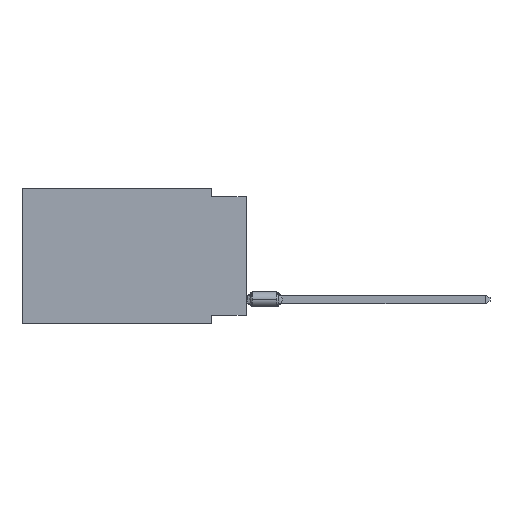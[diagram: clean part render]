
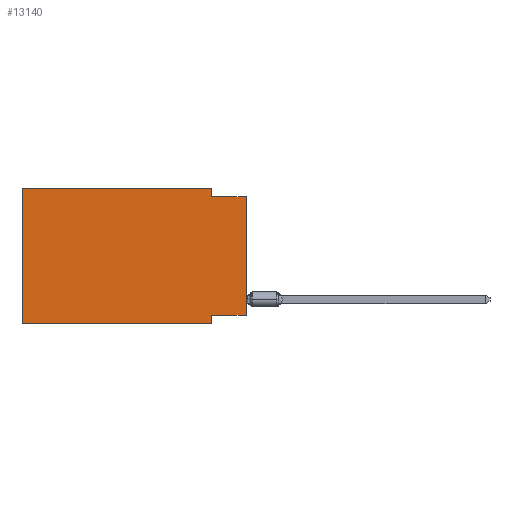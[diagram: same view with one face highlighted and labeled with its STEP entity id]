
A CAD part, left-side view. The second image highlights one B-rep face of the part: STEP entity #13140.
In plain terms, the highlighted planar face has unit normal (-1, 0, 0).
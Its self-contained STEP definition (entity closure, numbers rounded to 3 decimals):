
#95 = AXIS2_PLACEMENT_3D ( 'NONE', #20057, #778, #24147 ) ;
#432 = EDGE_CURVE ( 'NONE', #12576, #4343, #6786, .T. ) ;
#464 = ORIENTED_EDGE ( 'NONE', *, *, #432, .F. ) ;
#778 = DIRECTION ( 'NONE',  ( 1., 0., 0. ) ) ;
#898 = DIRECTION ( 'NONE',  ( 0., 1., 0. ) ) ;
#1881 = EDGE_CURVE ( 'NONE', #11469, #16582, #23618, .T. ) ;
#1981 = ORIENTED_EDGE ( 'NONE', *, *, #19317, .T. ) ;
#1996 = CARTESIAN_POINT ( 'NONE',  ( 0., 0., -0.635 ) ) ;
#2109 = CARTESIAN_POINT ( 'NONE',  ( 0., 16.383, -9.906 ) ) ;
#2351 = DIRECTION ( 'NONE',  ( 0., 0., -1. ) ) ;
#2362 = CARTESIAN_POINT ( 'NONE',  ( 0., 16.383, 0. ) ) ;
#3283 = ORIENTED_EDGE ( 'NONE', *, *, #16100, .F. ) ;
#3975 = LINE ( 'NONE', #8199, #18232 ) ;
#4343 = VERTEX_POINT ( 'NONE', #9239 ) ;
#4916 = ORIENTED_EDGE ( 'NONE', *, *, #11408, .T. ) ;
#5248 = CARTESIAN_POINT ( 'NONE',  ( 0., 0., -9.271 ) ) ;
#5932 = VECTOR ( 'NONE', #11287, 1000. ) ;
#6266 = ORIENTED_EDGE ( 'NONE', *, *, #7580, .F. ) ;
#6786 = LINE ( 'NONE', #8907, #5932 ) ;
#7580 = EDGE_CURVE ( 'NONE', #16582, #18770, #13412, .T. ) ;
#7821 = DIRECTION ( 'NONE',  ( 0., -1., 0. ) ) ;
#8199 = CARTESIAN_POINT ( 'NONE',  ( 0., 16.383, 0. ) ) ;
#8837 = DIRECTION ( 'NONE',  ( 0., 0., 1. ) ) ;
#8907 = CARTESIAN_POINT ( 'NONE',  ( 0., 2.54, -9.906 ) ) ;
#9174 = DIRECTION ( 'NONE',  ( 0., -1., 0. ) ) ;
#9239 = CARTESIAN_POINT ( 'NONE',  ( 0., 2.54, -9.906 ) ) ;
#9242 = CARTESIAN_POINT ( 'NONE',  ( 0., 2.54, 0. ) ) ;
#9861 = VECTOR ( 'NONE', #8837, 1000. ) ;
#10043 = DIRECTION ( 'NONE',  ( 0., 0., 1. ) ) ;
#10320 = VERTEX_POINT ( 'NONE', #19773 ) ;
#10376 = CARTESIAN_POINT ( 'NONE',  ( 0., 2.54, 0. ) ) ;
#10958 = CARTESIAN_POINT ( 'NONE',  ( 0., 2.54, -9.271 ) ) ;
#11184 = LINE ( 'NONE', #20190, #25736 ) ;
#11287 = DIRECTION ( 'NONE',  ( 0., 0., -1. ) ) ;
#11408 = EDGE_CURVE ( 'NONE', #17380, #18770, #23774, .T. ) ;
#11469 = VERTEX_POINT ( 'NONE', #9242 ) ;
#12576 = VERTEX_POINT ( 'NONE', #10958 ) ;
#13140 = ADVANCED_FACE ( 'NONE', ( #19657 ), #15708, .F. ) ;
#13412 = LINE ( 'NONE', #21996, #25527 ) ;
#14872 = VECTOR ( 'NONE', #2351, 1000. ) ;
#14886 = EDGE_LOOP ( 'NONE', ( #4916, #6266, #23579, #3283, #25840, #1981, #464, #15945 ) ) ;
#15108 = EDGE_CURVE ( 'NONE', #17380, #12576, #11184, .T. ) ;
#15285 = LINE ( 'NONE', #19087, #27105 ) ;
#15593 = CARTESIAN_POINT ( 'NONE',  ( 0., 0., 0. ) ) ;
#15708 = PLANE ( 'NONE',  #95 ) ;
#15945 = ORIENTED_EDGE ( 'NONE', *, *, #15108, .F. ) ;
#16100 = EDGE_CURVE ( 'NONE', #23488, #11469, #15285, .T. ) ;
#16582 = VERTEX_POINT ( 'NONE', #23711 ) ;
#17380 = VERTEX_POINT ( 'NONE', #5248 ) ;
#18232 = VECTOR ( 'NONE', #10043, 1000. ) ;
#18770 = VERTEX_POINT ( 'NONE', #1996 ) ;
#19087 = CARTESIAN_POINT ( 'NONE',  ( 0., 16.383, 0. ) ) ;
#19317 = EDGE_CURVE ( 'NONE', #10320, #4343, #19926, .T. ) ;
#19657 = FACE_OUTER_BOUND ( 'NONE', #14886, .T. ) ;
#19773 = CARTESIAN_POINT ( 'NONE',  ( 0., 16.383, -9.906 ) ) ;
#19926 = LINE ( 'NONE', #2109, #20870 ) ;
#20057 = CARTESIAN_POINT ( 'NONE',  ( 0., 16.383, 0. ) ) ;
#20190 = CARTESIAN_POINT ( 'NONE',  ( 0., 0., -9.271 ) ) ;
#20870 = VECTOR ( 'NONE', #7821, 1000. ) ;
#21339 = EDGE_CURVE ( 'NONE', #10320, #23488, #3975, .T. ) ;
#21996 = CARTESIAN_POINT ( 'NONE',  ( 0., 0., -0.635 ) ) ;
#23458 = DIRECTION ( 'NONE',  ( 0., -1., 0. ) ) ;
#23488 = VERTEX_POINT ( 'NONE', #2362 ) ;
#23579 = ORIENTED_EDGE ( 'NONE', *, *, #1881, .F. ) ;
#23618 = LINE ( 'NONE', #10376, #14872 ) ;
#23711 = CARTESIAN_POINT ( 'NONE',  ( 0., 2.54, -0.635 ) ) ;
#23774 = LINE ( 'NONE', #15593, #9861 ) ;
#24147 = DIRECTION ( 'NONE',  ( 0., 0., -1. ) ) ;
#25527 = VECTOR ( 'NONE', #9174, 1000. ) ;
#25736 = VECTOR ( 'NONE', #898, 1000. ) ;
#25840 = ORIENTED_EDGE ( 'NONE', *, *, #21339, .F. ) ;
#27105 = VECTOR ( 'NONE', #23458, 1000. ) ;
